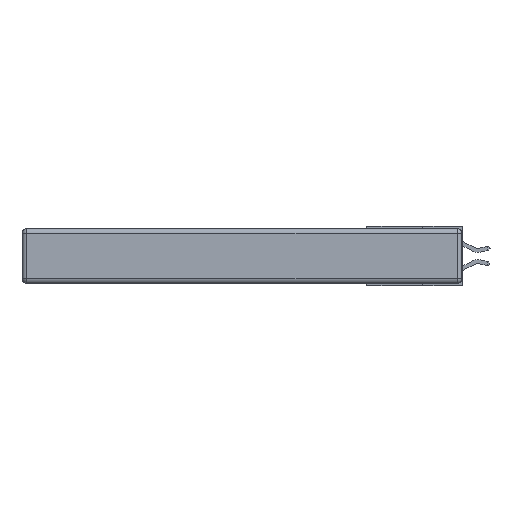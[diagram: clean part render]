
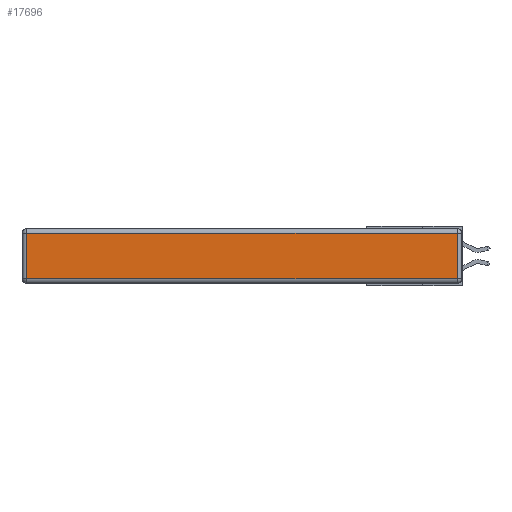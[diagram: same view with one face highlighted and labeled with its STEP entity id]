
A CAD part, left-side view. The second image highlights one B-rep face of the part: STEP entity #17696.
In plain terms, the highlighted planar face has unit normal (-1, 0, 0).
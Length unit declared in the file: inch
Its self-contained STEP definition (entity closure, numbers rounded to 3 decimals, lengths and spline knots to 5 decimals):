
#183 = PLANE ( 'NONE',  #16464 ) ;
#725 = DIRECTION ( 'NONE',  ( 0., -1., 0. ) ) ;
#784 = LINE ( 'NONE', #23487, #11425 ) ;
#1025 = CARTESIAN_POINT ( 'NONE',  ( 0., 0.03, -0.343 ) ) ;
#3074 = CARTESIAN_POINT ( 'NONE',  ( 0., 2.72, -0.313 ) ) ;
#4039 = DIRECTION ( 'NONE',  ( 0., 0., -1. ) ) ;
#4114 = VERTEX_POINT ( 'NONE', #3074 ) ;
#7029 = LINE ( 'NONE', #19406, #10280 ) ;
#7144 = VECTOR ( 'NONE', #23352, 39.37008 ) ;
#7651 = FACE_OUTER_BOUND ( 'NONE', #24403, .T. ) ;
#8407 = ORIENTED_EDGE ( 'NONE', *, *, #17692, .T. ) ;
#8740 = CARTESIAN_POINT ( 'NONE',  ( 0., 0.03, -0.03 ) ) ;
#9368 = VERTEX_POINT ( 'NONE', #8740 ) ;
#9716 = ORIENTED_EDGE ( 'NONE', *, *, #23878, .T. ) ;
#10178 = VECTOR ( 'NONE', #20015, 39.37008 ) ;
#10280 = VECTOR ( 'NONE', #4039, 39.37008 ) ;
#10472 = EDGE_CURVE ( 'NONE', #16508, #9368, #22112, .T. ) ;
#11425 = VECTOR ( 'NONE', #725, 39.37008 ) ;
#11736 = CARTESIAN_POINT ( 'NONE',  ( 0., 0., -0.343 ) ) ;
#11820 = DIRECTION ( 'NONE',  ( -1., 0., 0. ) ) ;
#11834 = CARTESIAN_POINT ( 'NONE',  ( 0., 2.72, -0.03 ) ) ;
#16464 = AXIS2_PLACEMENT_3D ( 'NONE', #11736, #11820, #19161 ) ;
#16508 = VERTEX_POINT ( 'NONE', #20715 ) ;
#17692 = EDGE_CURVE ( 'NONE', #19949, #4114, #7029, .T. ) ;
#17696 = ADVANCED_FACE ( 'NONE', ( #7651 ), #183, .T. ) ;
#19032 = LINE ( 'NONE', #23193, #7144 ) ;
#19161 = DIRECTION ( 'NONE',  ( 0., 0., 1. ) ) ;
#19406 = CARTESIAN_POINT ( 'NONE',  ( 0., 2.72, -0.343 ) ) ;
#19949 = VERTEX_POINT ( 'NONE', #11834 ) ;
#20015 = DIRECTION ( 'NONE',  ( 0., 0., 1. ) ) ;
#20226 = ORIENTED_EDGE ( 'NONE', *, *, #21161, .T. ) ;
#20715 = CARTESIAN_POINT ( 'NONE',  ( 0., 0.03, -0.313 ) ) ;
#21161 = EDGE_CURVE ( 'NONE', #9368, #19949, #19032, .T. ) ;
#22112 = LINE ( 'NONE', #1025, #10178 ) ;
#22998 = ORIENTED_EDGE ( 'NONE', *, *, #10472, .T. ) ;
#23193 = CARTESIAN_POINT ( 'NONE',  ( 0., 2.75, -0.03 ) ) ;
#23352 = DIRECTION ( 'NONE',  ( 0., 1., 0. ) ) ;
#23487 = CARTESIAN_POINT ( 'NONE',  ( 0., 0., -0.313 ) ) ;
#23878 = EDGE_CURVE ( 'NONE', #4114, #16508, #784, .T. ) ;
#24403 = EDGE_LOOP ( 'NONE', ( #9716, #22998, #20226, #8407 ) ) ;
